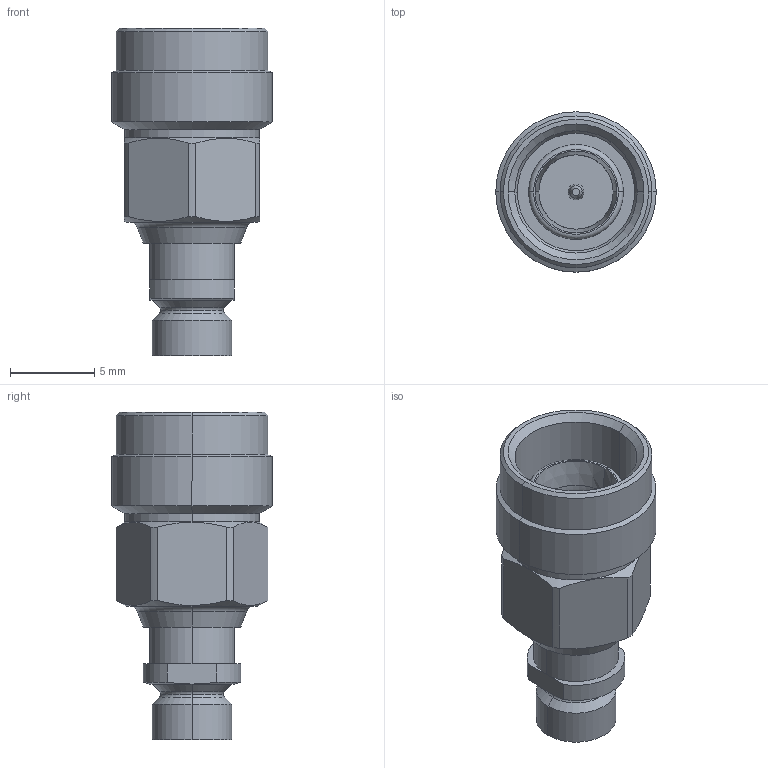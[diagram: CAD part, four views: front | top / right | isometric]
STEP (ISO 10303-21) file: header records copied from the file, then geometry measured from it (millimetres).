
FILE_DESCRIPTION (( 'STEP AP214' ), '1' );
FILE_NAME ('J01480A0001.STEP', '2019-10-15T12:16:57', ( '' ), ( '' ), 'SwSTEP 2.0', 'SolidWorks 2018', '' );
FILE_SCHEMA (( 'AUTOMOTIVE_DESIGN' ));
Length unit declared in the file: millimetre
Products named in the file (1): J01480A0001
Bounding box: 9.5 x 9.5 x 19.4 mm (x, y, z)
Volume: 663.7 mm3; surface area: 791.4 mm2
Topology: 1 solids, 1 shells, 92 faces, 198 edges, 116 vertices
Faces by surface type: cone 30, cylinder 30, plane 20, torus 12
Entity records: 3556 total; most frequent: CARTESIAN_POINT 515, DIRECTION 472, ORIENTED_EDGE 396, AXIS2_PLACEMENT_3D 201, EDGE_CURVE 198, VERTEX_POINT 116, CIRCLE 108, EDGE_LOOP 100
